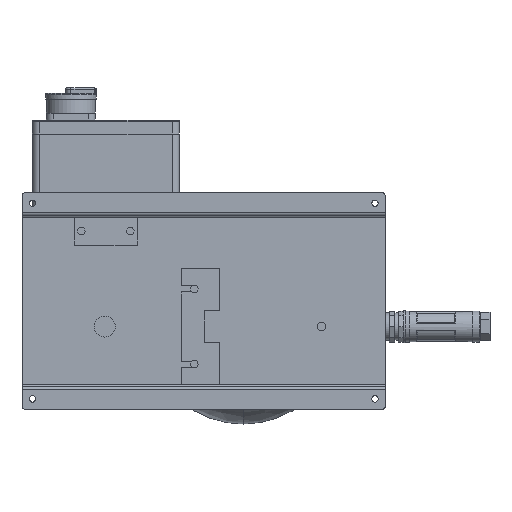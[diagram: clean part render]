
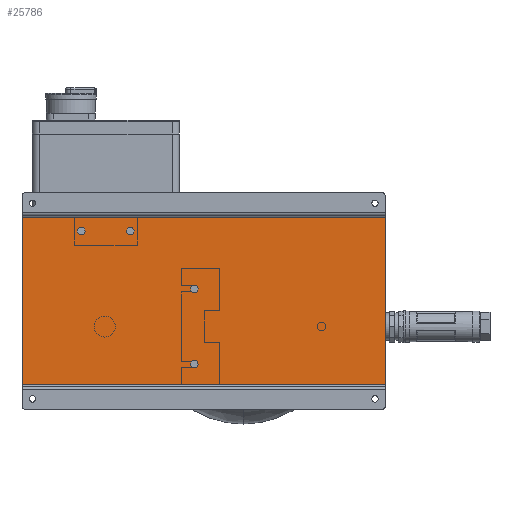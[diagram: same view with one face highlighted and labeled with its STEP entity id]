
A CAD part, front view. The second image highlights one B-rep face of the part: STEP entity #25786.
In plain terms, the highlighted planar face has unit normal (0, -1, 0).
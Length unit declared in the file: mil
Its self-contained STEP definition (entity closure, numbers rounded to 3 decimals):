
#569 = EDGE_CURVE ( 'NONE', #1780, #22961, #18182, .T. ) ;
#1475 = CARTESIAN_POINT ( 'NONE',  ( -10236.22, 2047.244, -4724.409 ) ) ;
#1780 = VERTEX_POINT ( 'NONE', #9134 ) ;
#2061 = LINE ( 'NONE', #32614, #11109 ) ;
#3166 = DIRECTION ( 'NONE',  ( 1., 0., 0. ) ) ;
#3732 = DIRECTION ( 'NONE',  ( 0., 0., -1. ) ) ;
#5679 = PLANE ( 'NONE',  #15834 ) ;
#6864 = VERTEX_POINT ( 'NONE', #1475 ) ;
#7077 = EDGE_CURVE ( 'NONE', #25014, #6864, #2061, .T. ) ;
#7404 = DIRECTION ( 'NONE',  ( -1., 0., 0. ) ) ;
#7846 = DIRECTION ( 'NONE',  ( 0., 1., 0. ) ) ;
#8779 = EDGE_LOOP ( 'NONE', ( #29568, #19508, #8979, #29652 ) ) ;
#8979 = ORIENTED_EDGE ( 'NONE', *, *, #10930, .F. ) ;
#9134 = CARTESIAN_POINT ( 'NONE',  ( 10236.22, 2047.244, 4724.409 ) ) ;
#10023 = CARTESIAN_POINT ( 'NONE',  ( -10236.22, 2047.244, 4724.409 ) ) ;
#10930 = EDGE_CURVE ( 'NONE', #1780, #25014, #13574, .T. ) ;
#11109 = VECTOR ( 'NONE', #7404, 39370.079 ) ;
#12368 = LINE ( 'NONE', #22588, #23481 ) ;
#13574 = LINE ( 'NONE', #24122, #28443 ) ;
#15511 = CARTESIAN_POINT ( 'NONE',  ( 10236.22, 2047.244, 4724.409 ) ) ;
#15834 = AXIS2_PLACEMENT_3D ( 'NONE', #26060, #7846, #3166 ) ;
#15914 = EDGE_CURVE ( 'NONE', #22961, #6864, #12368, .T. ) ;
#18182 = LINE ( 'NONE', #15511, #18210 ) ;
#18210 = VECTOR ( 'NONE', #25712, 39370.079 ) ;
#19508 = ORIENTED_EDGE ( 'NONE', *, *, #7077, .F. ) ;
#20555 = DIRECTION ( 'NONE',  ( 0., 0., -1. ) ) ;
#22588 = CARTESIAN_POINT ( 'NONE',  ( -10236.22, 2047.244, -4724.409 ) ) ;
#22961 = VERTEX_POINT ( 'NONE', #10023 ) ;
#23481 = VECTOR ( 'NONE', #20555, 39370.079 ) ;
#24122 = CARTESIAN_POINT ( 'NONE',  ( 10236.22, 2047.244, 4724.409 ) ) ;
#24834 = CARTESIAN_POINT ( 'NONE',  ( 10236.22, 2047.244, -4724.409 ) ) ;
#25014 = VERTEX_POINT ( 'NONE', #24834 ) ;
#25712 = DIRECTION ( 'NONE',  ( -1., 0., 0. ) ) ;
#25786 = ADVANCED_FACE ( 'NONE', ( #28561 ), #5679, .F. ) ;
#26060 = CARTESIAN_POINT ( 'NONE',  ( 10236.22, 2047.244, -4724.409 ) ) ;
#28443 = VECTOR ( 'NONE', #3732, 39370.079 ) ;
#28561 = FACE_OUTER_BOUND ( 'NONE', #8779, .T. ) ;
#29568 = ORIENTED_EDGE ( 'NONE', *, *, #15914, .T. ) ;
#29652 = ORIENTED_EDGE ( 'NONE', *, *, #569, .T. ) ;
#32614 = CARTESIAN_POINT ( 'NONE',  ( 10236.22, 2047.244, -4724.409 ) ) ;
